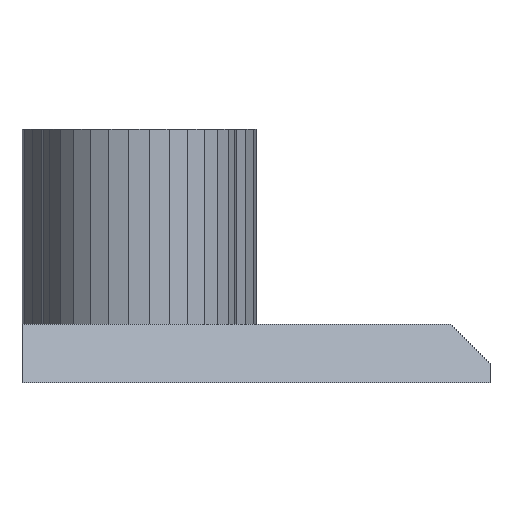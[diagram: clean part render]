
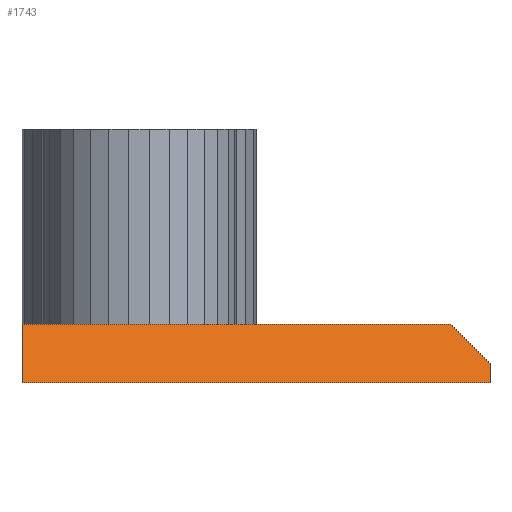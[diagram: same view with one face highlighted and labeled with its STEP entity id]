
A CAD part, front view. The second image highlights one B-rep face of the part: STEP entity #1743.
In plain terms, the highlighted planar face has unit normal (0, -0.707, 0.707).
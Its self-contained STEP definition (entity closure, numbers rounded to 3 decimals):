
#132 = EDGE_CURVE('',#133,#135,#137,.T.);
#133 = VERTEX_POINT('',#134);
#134 = CARTESIAN_POINT('',(18.,-4.5,51.));
#135 = VERTEX_POINT('',#136);
#136 = CARTESIAN_POINT('',(18.,-5.5,50.));
#137 = LINE('',#138,#139);
#138 = CARTESIAN_POINT('',(18.,6.75,62.25));
#139 = VECTOR('',#140,1.);
#140 = DIRECTION('',(0.,-0.707,-0.707));
#164 = EDGE_CURVE('',#165,#135,#167,.T.);
#165 = VERTEX_POINT('',#166);
#166 = CARTESIAN_POINT('',(-6.,-5.5,50.));
#167 = LINE('',#168,#169);
#168 = CARTESIAN_POINT('',(-6.,-5.5,50.));
#169 = VECTOR('',#170,1.);
#170 = DIRECTION('',(1.,0.,0.));
#978 = VERTEX_POINT('',#979);
#979 = CARTESIAN_POINT('',(-6.,-2.5,53.));
#985 = EDGE_CURVE('',#978,#165,#986,.T.);
#986 = LINE('',#987,#988);
#987 = CARTESIAN_POINT('',(-6.,6.75,62.25));
#988 = VECTOR('',#989,1.);
#989 = DIRECTION('',(0.,-0.707,-0.707));
#1000 = EDGE_CURVE('',#978,#1001,#1003,.T.);
#1001 = VERTEX_POINT('',#1002);
#1002 = CARTESIAN_POINT('',(16.,-2.5,53.));
#1003 = LINE('',#1004,#1005);
#1004 = CARTESIAN_POINT('',(-7.,-2.5,53.));
#1005 = VECTOR('',#1006,1.);
#1006 = DIRECTION('',(1.,0.,0.));
#1731 = EDGE_CURVE('',#1001,#133,#1732,.T.);
#1732 = LINE('',#1733,#1734);
#1733 = CARTESIAN_POINT('',(4.75,8.75,64.25));
#1734 = VECTOR('',#1735,1.);
#1735 = DIRECTION('',(0.577,-0.577,-0.577));
#1743 = ADVANCED_FACE('',(#1744),#1751,.T.);
#1744 = FACE_BOUND('',#1745,.T.);
#1745 = EDGE_LOOP('',(#1746,#1747,#1748,#1749,#1750));
#1746 = ORIENTED_EDGE('',*,*,#1731,.F.);
#1747 = ORIENTED_EDGE('',*,*,#1000,.F.);
#1748 = ORIENTED_EDGE('',*,*,#985,.T.);
#1749 = ORIENTED_EDGE('',*,*,#164,.T.);
#1750 = ORIENTED_EDGE('',*,*,#132,.F.);
#1751 = PLANE('',#1752);
#1752 = AXIS2_PLACEMENT_3D('',#1753,#1754,#1755);
#1753 = CARTESIAN_POINT('',(-8.,1.,56.5));
#1754 = DIRECTION('',(0.,-0.707,0.707));
#1755 = DIRECTION('',(0.,-0.707,-0.707));
